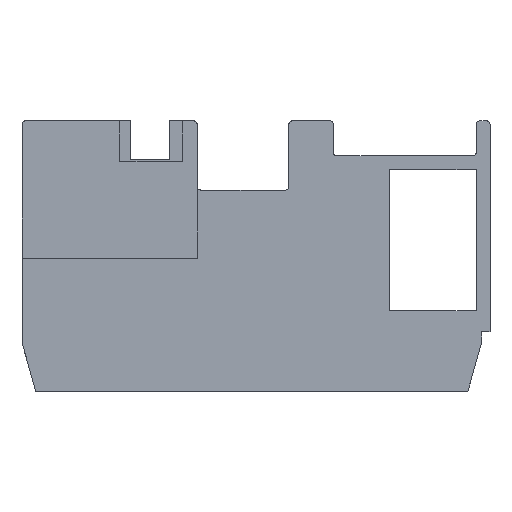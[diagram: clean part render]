
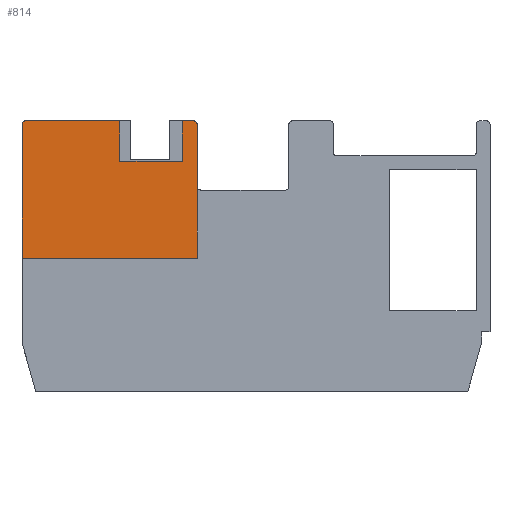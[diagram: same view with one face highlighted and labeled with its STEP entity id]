
A CAD part, top view. The second image highlights one B-rep face of the part: STEP entity #814.
In plain terms, the highlighted planar face has unit normal (0, 0, 1).
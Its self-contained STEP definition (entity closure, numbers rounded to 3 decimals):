
#46 = DIRECTION ( 'NONE',  ( 0., 1., 0. ) ) ;
#73 = DIRECTION ( 'NONE',  ( 1., 0., 0. ) ) ;
#98 = EDGE_CURVE ( 'NONE', #731, #576, #1047, .T. ) ;
#185 = CARTESIAN_POINT ( 'NONE',  ( -35.423, 22.476, 0.7 ) ) ;
#189 = CARTESIAN_POINT ( 'NONE',  ( -35.923, 21.976, 0.7 ) ) ;
#197 = CARTESIAN_POINT ( 'NONE',  ( -21.733, 22.476, 0.7 ) ) ;
#208 = CARTESIAN_POINT ( 'NONE',  ( -12.724, 22.476, 0.7 ) ) ;
#223 = LINE ( 'NONE', #185, #2384 ) ;
#240 = LINE ( 'NONE', #2278, #1145 ) ;
#247 = AXIS2_PLACEMENT_3D ( 'NONE', #2319, #1254, #497 ) ;
#248 = LINE ( 'NONE', #296, #2041 ) ;
#293 = VECTOR ( 'NONE', #458, 1000. ) ;
#296 = CARTESIAN_POINT ( 'NONE',  ( -35.923, 2.572, 0.7 ) ) ;
#304 = CARTESIAN_POINT ( 'NONE',  ( -10.545, 12.961, 0.7 ) ) ;
#421 = CARTESIAN_POINT ( 'NONE',  ( -11.045, 21.976, 0.7 ) ) ;
#423 = ORIENTED_EDGE ( 'NONE', *, *, #1890, .T. ) ;
#458 = DIRECTION ( 'NONE',  ( -1., 0., 0. ) ) ;
#491 = VERTEX_POINT ( 'NONE', #304 ) ;
#497 = DIRECTION ( 'NONE',  ( 1., 0., 0. ) ) ;
#507 = ORIENTED_EDGE ( 'NONE', *, *, #98, .F. ) ;
#524 = CARTESIAN_POINT ( 'NONE',  ( -21.733, 16.632, 0.7 ) ) ;
#552 = LINE ( 'NONE', #1717, #1195 ) ;
#576 = VERTEX_POINT ( 'NONE', #208 ) ;
#582 = LINE ( 'NONE', #1159, #1185 ) ;
#618 = ORIENTED_EDGE ( 'NONE', *, *, #1800, .T. ) ;
#681 = ORIENTED_EDGE ( 'NONE', *, *, #1119, .F. ) ;
#699 = ORIENTED_EDGE ( 'NONE', *, *, #1176, .T. ) ;
#731 = VERTEX_POINT ( 'NONE', #788 ) ;
#760 = CIRCLE ( 'NONE', #920, 0.5 ) ;
#776 = CARTESIAN_POINT ( 'NONE',  ( -10.545, 2.572, 0.7 ) ) ;
#782 = EDGE_CURVE ( 'NONE', #491, #843, #1356, .T. ) ;
#788 = CARTESIAN_POINT ( 'NONE',  ( -12.724, 16.632, 0.7 ) ) ;
#796 = DIRECTION ( 'NONE',  ( 0., -1., 0. ) ) ;
#814 = ADVANCED_FACE ( 'NONE', ( #1996 ), #864, .T. ) ;
#843 = VERTEX_POINT ( 'NONE', #1773 ) ;
#864 = PLANE ( 'NONE',  #247 ) ;
#916 = CARTESIAN_POINT ( 'NONE',  ( -11.045, 22.476, 0.7 ) ) ;
#920 = AXIS2_PLACEMENT_3D ( 'NONE', #1759, #2139, #73 ) ;
#930 = DIRECTION ( 'NONE',  ( -1., 0., 0. ) ) ;
#959 = VERTEX_POINT ( 'NONE', #1050 ) ;
#1047 = LINE ( 'NONE', #1566, #2214 ) ;
#1050 = CARTESIAN_POINT ( 'NONE',  ( -35.923, 2.572, 0.7 ) ) ;
#1090 = DIRECTION ( 'NONE',  ( 1., 0., 0. ) ) ;
#1098 = ORIENTED_EDGE ( 'NONE', *, *, #2249, .T. ) ;
#1104 = VERTEX_POINT ( 'NONE', #1171 ) ;
#1119 = EDGE_CURVE ( 'NONE', #2251, #1104, #240, .T. ) ;
#1145 = VECTOR ( 'NONE', #796, 1000. ) ;
#1150 = ORIENTED_EDGE ( 'NONE', *, *, #782, .T. ) ;
#1159 = CARTESIAN_POINT ( 'NONE',  ( -10.545, 2.572, 0.7 ) ) ;
#1171 = CARTESIAN_POINT ( 'NONE',  ( -21.733, 16.632, 0.7 ) ) ;
#1176 = EDGE_CURVE ( 'NONE', #843, #1645, #2346, .T. ) ;
#1185 = VECTOR ( 'NONE', #46, 1000. ) ;
#1195 = VECTOR ( 'NONE', #1884, 1000. ) ;
#1206 = EDGE_CURVE ( 'NONE', #1546, #491, #582, .T. ) ;
#1226 = VERTEX_POINT ( 'NONE', #189 ) ;
#1254 = DIRECTION ( 'NONE',  ( 0., 0., 1. ) ) ;
#1300 = VECTOR ( 'NONE', #1762, 1000. ) ;
#1320 = EDGE_LOOP ( 'NONE', ( #507, #1355, #681, #1911, #618, #2096, #423, #1972, #1150, #699, #1098 ) ) ;
#1355 = ORIENTED_EDGE ( 'NONE', *, *, #2109, .F. ) ;
#1356 = LINE ( 'NONE', #776, #1300 ) ;
#1401 = DIRECTION ( 'NONE',  ( 0., -1., 0. ) ) ;
#1403 = EDGE_CURVE ( 'NONE', #2251, #1502, #1719, .T. ) ;
#1502 = VERTEX_POINT ( 'NONE', #2133 ) ;
#1546 = VERTEX_POINT ( 'NONE', #2239 ) ;
#1566 = CARTESIAN_POINT ( 'NONE',  ( -12.724, 16.632, 0.7 ) ) ;
#1645 = VERTEX_POINT ( 'NONE', #916 ) ;
#1717 = CARTESIAN_POINT ( 'NONE',  ( -10.545, 2.572, 0.7 ) ) ;
#1719 = LINE ( 'NONE', #2358, #293 ) ;
#1759 = CARTESIAN_POINT ( 'NONE',  ( -35.423, 21.976, 0.7 ) ) ;
#1762 = DIRECTION ( 'NONE',  ( 0., 1., 0. ) ) ;
#1773 = CARTESIAN_POINT ( 'NONE',  ( -10.545, 21.976, 0.7 ) ) ;
#1800 = EDGE_CURVE ( 'NONE', #1502, #1226, #760, .T. ) ;
#1821 = LINE ( 'NONE', #524, #2311 ) ;
#1884 = DIRECTION ( 'NONE',  ( 1., 0., 0. ) ) ;
#1890 = EDGE_CURVE ( 'NONE', #959, #1546, #552, .T. ) ;
#1911 = ORIENTED_EDGE ( 'NONE', *, *, #1403, .T. ) ;
#1958 = AXIS2_PLACEMENT_3D ( 'NONE', #421, #2075, #2252 ) ;
#1972 = ORIENTED_EDGE ( 'NONE', *, *, #1206, .T. ) ;
#1996 = FACE_OUTER_BOUND ( 'NONE', #1320, .T. ) ;
#2018 = EDGE_CURVE ( 'NONE', #1226, #959, #248, .T. ) ;
#2041 = VECTOR ( 'NONE', #1401, 1000. ) ;
#2075 = DIRECTION ( 'NONE',  ( 0., 0., 1. ) ) ;
#2096 = ORIENTED_EDGE ( 'NONE', *, *, #2018, .T. ) ;
#2109 = EDGE_CURVE ( 'NONE', #1104, #731, #1821, .T. ) ;
#2133 = CARTESIAN_POINT ( 'NONE',  ( -35.423, 22.476, 0.7 ) ) ;
#2139 = DIRECTION ( 'NONE',  ( 0., 0., 1. ) ) ;
#2214 = VECTOR ( 'NONE', #2301, 1000. ) ;
#2239 = CARTESIAN_POINT ( 'NONE',  ( -10.545, 2.572, 0.7 ) ) ;
#2249 = EDGE_CURVE ( 'NONE', #1645, #576, #223, .T. ) ;
#2251 = VERTEX_POINT ( 'NONE', #197 ) ;
#2252 = DIRECTION ( 'NONE',  ( 1., 0., 0. ) ) ;
#2278 = CARTESIAN_POINT ( 'NONE',  ( -21.733, 22.476, 0.7 ) ) ;
#2301 = DIRECTION ( 'NONE',  ( 0., 1., 0. ) ) ;
#2311 = VECTOR ( 'NONE', #1090, 1000. ) ;
#2319 = CARTESIAN_POINT ( 'NONE',  ( -11.045, 21.976, 0.7 ) ) ;
#2346 = CIRCLE ( 'NONE', #1958, 0.5 ) ;
#2358 = CARTESIAN_POINT ( 'NONE',  ( -35.423, 22.476, 0.7 ) ) ;
#2384 = VECTOR ( 'NONE', #930, 1000. ) ;
